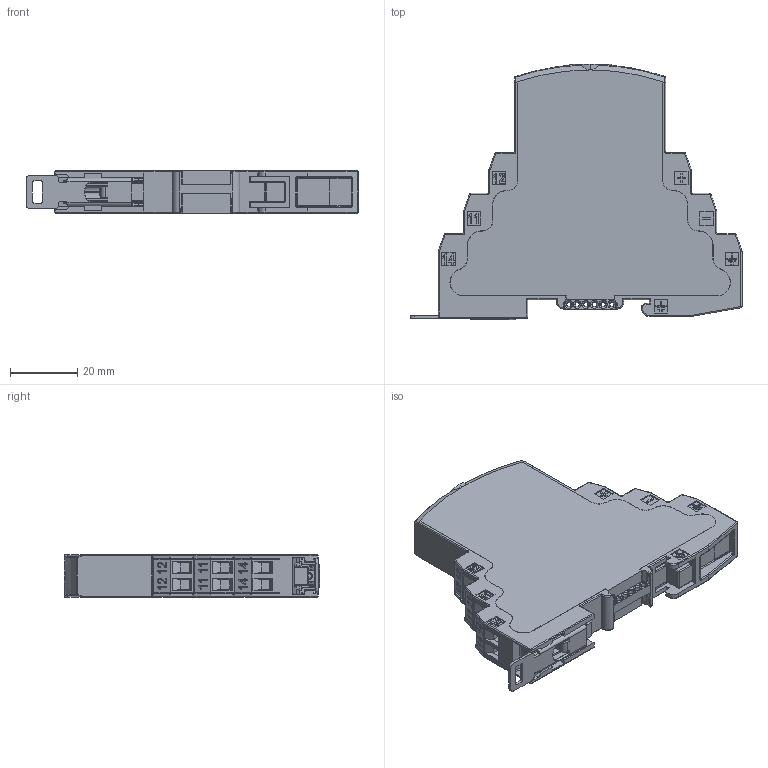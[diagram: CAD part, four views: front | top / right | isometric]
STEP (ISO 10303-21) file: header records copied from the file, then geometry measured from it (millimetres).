
FILE_DESCRIPTION(('Creo Elements/Direct Modeling STEP Export'),'2;1');
FILE_NAME('127976.STEP','2023-09-28T14:48:56',(''),(''),'Creo Elements/Direct Modeling STEP processor for AP214 (Solid Model)','Creo Elements/Direct Modeling 18.0B 02-Dec-2011 (C) Parametric Technology GmbH','');
FILE_SCHEMA(('AUTOMOTIVE_DESIGN { 1 0 10303 214 1 1 1 1 }'));
Products named in the file (2): 0065211_STANDARD.PRT
Assembly tree (1 placements, depth 2):
  0065211_STANDARD.PRT
    0065211_STANDARD.PRT
Bounding box: 98.4 x 75.64 x 12.5 mm (x, y, z)
Volume: 56303.2 mm3; surface area: 21219.1 mm2
Topology: 1 solids, 14 shells, 1820 faces, 4783 edges, 3047 vertices
Faces by surface type: plane 1150, cylinder 381, extrusion 104, torus 84, cone 52, sphere 36, bspline 13
Entity records: 74621 total; most frequent: CARTESIAN_POINT 15695, ORIENTED_EDGE 9505, DIRECTION 8449, EDGE_CURVE 4747, VECTOR 3409, LINE 3305, VERTEX_POINT 3047, AXIS2_PLACEMENT_3D 2520
